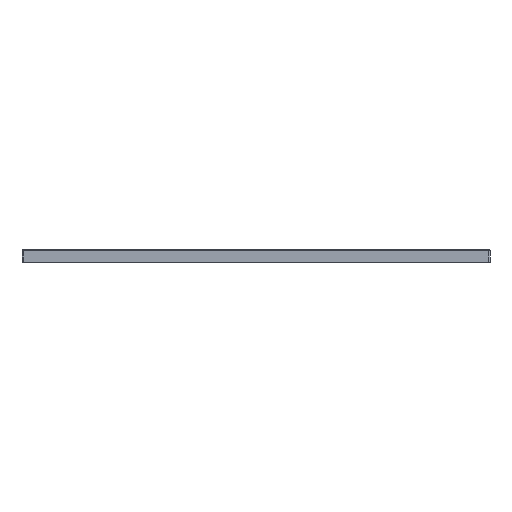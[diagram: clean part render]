
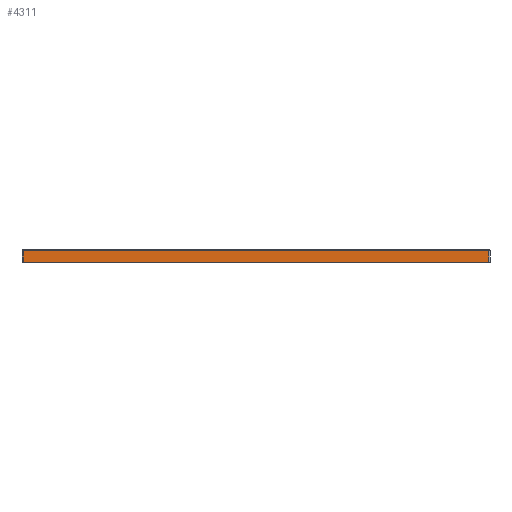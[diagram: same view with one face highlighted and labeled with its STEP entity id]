
A CAD part, front view. The second image highlights one B-rep face of the part: STEP entity #4311.
In plain terms, the highlighted planar face has unit normal (0, -1, 0).
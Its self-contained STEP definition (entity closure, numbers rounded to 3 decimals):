
#477 = CARTESIAN_POINT ( 'NONE',  ( -54.9, -191.7, 5. ) ) ;
#1305 = EDGE_CURVE ( 'NONE', #10238, #9620, #9471, .T. ) ;
#1799 = LINE ( 'NONE', #10590, #8597 ) ;
#2709 = EDGE_CURVE ( 'NONE', #4322, #10238, #1799, .T. ) ;
#3365 = VERTEX_POINT ( 'NONE', #4900 ) ;
#3417 = LINE ( 'NONE', #4278, #7519 ) ;
#3601 = DIRECTION ( 'NONE',  ( 0., 1., 0. ) ) ;
#4278 = CARTESIAN_POINT ( 'NONE',  ( 127.5, -191.7, 5. ) ) ;
#4311 = ADVANCED_FACE ( 'NONE', ( #10258 ), #8251, .F. ) ;
#4322 = VERTEX_POINT ( 'NONE', #13615 ) ;
#4900 = CARTESIAN_POINT ( 'NONE',  ( 127.5, -191.7, 0. ) ) ;
#5083 = DIRECTION ( 'NONE',  ( -1., 0., 0. ) ) ;
#5086 = AXIS2_PLACEMENT_3D ( 'NONE', #477, #3601, #11388 ) ;
#5783 = DIRECTION ( 'NONE',  ( 1., 0., 0. ) ) ;
#7009 = LINE ( 'NONE', #12363, #7097 ) ;
#7097 = VECTOR ( 'NONE', #5783, 1000. ) ;
#7222 = EDGE_LOOP ( 'NONE', ( #9948, #10350, #12343, #8121 ) ) ;
#7320 = DIRECTION ( 'NONE',  ( 0., 0., -1. ) ) ;
#7389 = CARTESIAN_POINT ( 'NONE',  ( -54.5, -191.7, 5. ) ) ;
#7519 = VECTOR ( 'NONE', #10003, 1000. ) ;
#7742 = CARTESIAN_POINT ( 'NONE',  ( -54.5, -191.7, 0. ) ) ;
#8121 = ORIENTED_EDGE ( 'NONE', *, *, #10942, .T. ) ;
#8251 = PLANE ( 'NONE',  #5086 ) ;
#8597 = VECTOR ( 'NONE', #5083, 1000. ) ;
#9471 = LINE ( 'NONE', #7389, #13369 ) ;
#9620 = VERTEX_POINT ( 'NONE', #7742 ) ;
#9948 = ORIENTED_EDGE ( 'NONE', *, *, #2709, .T. ) ;
#10003 = DIRECTION ( 'NONE',  ( 0., 0., 1. ) ) ;
#10065 = EDGE_CURVE ( 'NONE', #9620, #3365, #7009, .T. ) ;
#10238 = VERTEX_POINT ( 'NONE', #13646 ) ;
#10258 = FACE_OUTER_BOUND ( 'NONE', #7222, .T. ) ;
#10350 = ORIENTED_EDGE ( 'NONE', *, *, #1305, .T. ) ;
#10590 = CARTESIAN_POINT ( 'NONE',  ( -54.9, -191.7, 4.6 ) ) ;
#10942 = EDGE_CURVE ( 'NONE', #3365, #4322, #3417, .T. ) ;
#11388 = DIRECTION ( 'NONE',  ( 0., 0., 1. ) ) ;
#12343 = ORIENTED_EDGE ( 'NONE', *, *, #10065, .T. ) ;
#12363 = CARTESIAN_POINT ( 'NONE',  ( -54.9, -191.7, 0. ) ) ;
#13369 = VECTOR ( 'NONE', #7320, 1000. ) ;
#13615 = CARTESIAN_POINT ( 'NONE',  ( 127.5, -191.7, 4.6 ) ) ;
#13646 = CARTESIAN_POINT ( 'NONE',  ( -54.5, -191.7, 4.6 ) ) ;
